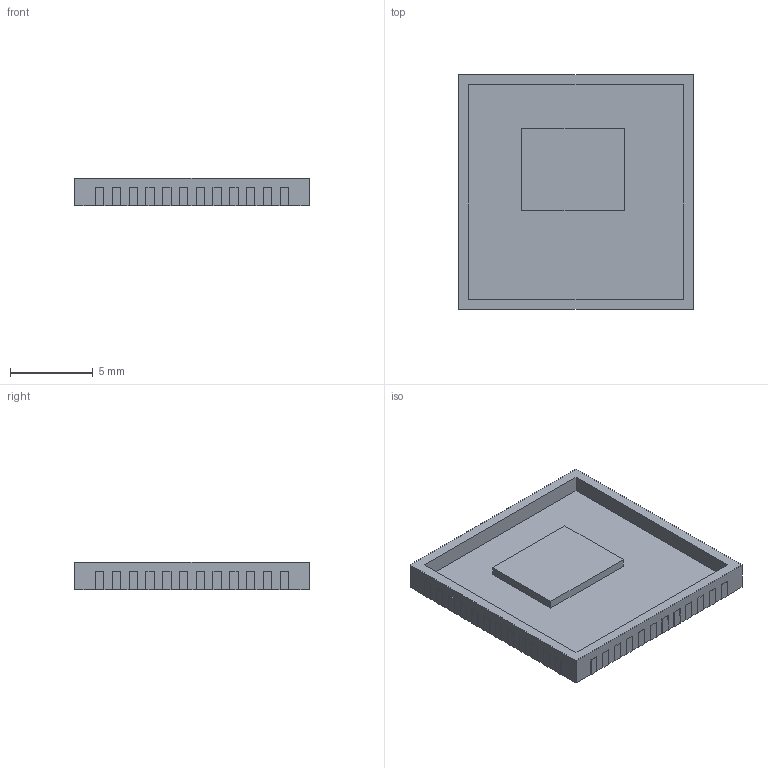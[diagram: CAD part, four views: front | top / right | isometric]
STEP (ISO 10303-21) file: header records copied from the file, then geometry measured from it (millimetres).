
FILE_DESCRIPTION(/* description */ (''),/* implementation_level */ '2;1');
FILE_NAME(/* name */ 'PYTHONxxxx.step',/* time_stamp */ '2016-12-03T15:02:02+01:00',/* author */ ('emilf'),/* organization */ (''),/* preprocessor_version */ 'ST-DEVELOPER v16.1',/* originating_system */ 'Autodesk Inventor 2016',/* authorisation */ '');
FILE_SCHEMA (('AUTOMOTIVE_DESIGN { 1 0 10303 214 3 1 1 }'));
Length unit declared in the file: millimetre
Products named in the file (1): Part1
Bounding box: 14.26 x 14.26 x 1.66 mm (x, y, z)
Volume: 180.9 mm3; surface area: 566 mm2
Topology: 1 solids, 1 shells, 304 faces, 900 edges, 600 vertices
Faces by surface type: plane 304
Entity records: 9998 total; most frequent: CARTESIAN_POINT 1805, ORIENTED_EDGE 1800, DIRECTION 1510, LINE 900, VECTOR 900, EDGE_CURVE 900, VERTEX_POINT 600, EDGE_LOOP 306
